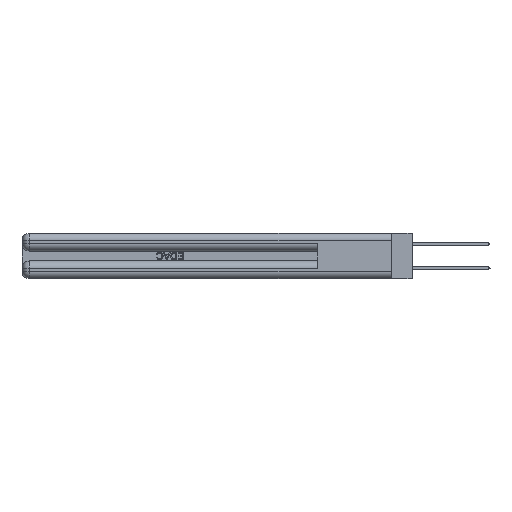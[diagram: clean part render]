
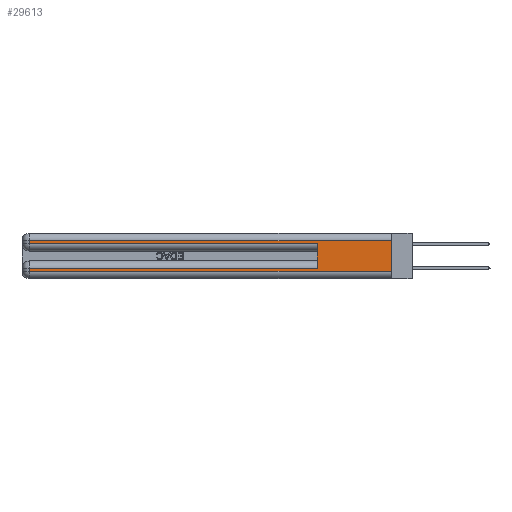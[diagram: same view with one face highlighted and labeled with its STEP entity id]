
A CAD part, left-side view. The second image highlights one B-rep face of the part: STEP entity #29613.
In plain terms, the highlighted planar face has unit normal (-1, 0, 0).
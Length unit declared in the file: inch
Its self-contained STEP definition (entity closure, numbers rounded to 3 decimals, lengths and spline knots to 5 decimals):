
#63 = EDGE_CURVE ( 'NONE', #14057, #13788, #17902, .T. ) ;
#997 = CARTESIAN_POINT ( 'NONE',  ( 0., 0., 0.085 ) ) ;
#3710 = VECTOR ( 'NONE', #12390, 39.37008 ) ;
#4683 = CARTESIAN_POINT ( 'NONE',  ( 0., 0., 0.37 ) ) ;
#4926 = ORIENTED_EDGE ( 'NONE', *, *, #18771, .T. ) ;
#6245 = CARTESIAN_POINT ( 'NONE',  ( 0., 0., 0.06 ) ) ;
#6409 = CARTESIAN_POINT ( 'NONE',  ( 0., 2.94, 0.31 ) ) ;
#7513 = DIRECTION ( 'NONE',  ( 0., 1., 0. ) ) ;
#7859 = CARTESIAN_POINT ( 'NONE',  ( 0., 2.94, 0.285 ) ) ;
#8812 = CARTESIAN_POINT ( 'NONE',  ( 0., 2.94, 0.06 ) ) ;
#9201 = CARTESIAN_POINT ( 'NONE',  ( 0., 0., 0.285 ) ) ;
#9263 = ORIENTED_EDGE ( 'NONE', *, *, #37921, .T. ) ;
#10736 = CARTESIAN_POINT ( 'NONE',  ( 0., 0.6, 0.085 ) ) ;
#12390 = DIRECTION ( 'NONE',  ( 0., -1., 0. ) ) ;
#12746 = EDGE_CURVE ( 'NONE', #45988, #29208, #24616, .T. ) ;
#12874 = VERTEX_POINT ( 'NONE', #7859 ) ;
#13032 = DIRECTION ( 'NONE',  ( 0., -1., 0. ) ) ;
#13788 = VERTEX_POINT ( 'NONE', #6245 ) ;
#13847 = EDGE_LOOP ( 'NONE', ( #26979, #34983, #47462, #4926, #43547, #9263, #49154, #19229 ) ) ;
#13891 = LINE ( 'NONE', #20902, #3710 ) ;
#14057 = VERTEX_POINT ( 'NONE', #27676 ) ;
#15267 = VECTOR ( 'NONE', #13032, 39.37008 ) ;
#15971 = EDGE_CURVE ( 'NONE', #14057, #26248, #34099, .T. ) ;
#16091 = LINE ( 'NONE', #997, #48260 ) ;
#16340 = DIRECTION ( 'NONE',  ( 0., 0., 1. ) ) ;
#17902 = LINE ( 'NONE', #4683, #44119 ) ;
#18771 = EDGE_CURVE ( 'NONE', #12874, #40823, #40853, .T. ) ;
#19229 = ORIENTED_EDGE ( 'NONE', *, *, #25014, .T. ) ;
#20902 = CARTESIAN_POINT ( 'NONE',  ( 0., 0., 0.06 ) ) ;
#21564 = VECTOR ( 'NONE', #7513, 39.37008 ) ;
#23323 = CARTESIAN_POINT ( 'NONE',  ( 0., 2.94, 0.37 ) ) ;
#23386 = DIRECTION ( 'NONE',  ( 0., 1., 0. ) ) ;
#23427 = AXIS2_PLACEMENT_3D ( 'NONE', #41538, #45378, #41052 ) ;
#24437 = CARTESIAN_POINT ( 'NONE',  ( 0., 0.6, 0.285 ) ) ;
#24616 = LINE ( 'NONE', #23323, #37693 ) ;
#24718 = VERTEX_POINT ( 'NONE', #10736 ) ;
#25014 = EDGE_CURVE ( 'NONE', #29208, #13788, #13891, .T. ) ;
#26248 = VERTEX_POINT ( 'NONE', #6409 ) ;
#26749 = VECTOR ( 'NONE', #40729, 39.37008 ) ;
#26979 = ORIENTED_EDGE ( 'NONE', *, *, #63, .F. ) ;
#27368 = LINE ( 'NONE', #27848, #35112 ) ;
#27676 = CARTESIAN_POINT ( 'NONE',  ( 0., 0., 0.31 ) ) ;
#27848 = CARTESIAN_POINT ( 'NONE',  ( 0., 0.6, 0.145 ) ) ;
#29208 = VERTEX_POINT ( 'NONE', #8812 ) ;
#29613 = ADVANCED_FACE ( 'NONE', ( #41938 ), #49038, .F. ) ;
#33412 = CARTESIAN_POINT ( 'NONE',  ( 0., 2.94, 0.37 ) ) ;
#34099 = LINE ( 'NONE', #45505, #21564 ) ;
#34749 = DIRECTION ( 'NONE',  ( 0., 0., -1. ) ) ;
#34983 = ORIENTED_EDGE ( 'NONE', *, *, #15971, .T. ) ;
#35112 = VECTOR ( 'NONE', #16340, 39.37008 ) ;
#35172 = DIRECTION ( 'NONE',  ( 0., 0., -1. ) ) ;
#37693 = VECTOR ( 'NONE', #35172, 39.37008 ) ;
#37921 = EDGE_CURVE ( 'NONE', #24718, #45988, #16091, .T. ) ;
#38554 = EDGE_CURVE ( 'NONE', #24718, #40823, #27368, .T. ) ;
#39378 = EDGE_CURVE ( 'NONE', #26248, #12874, #44041, .T. ) ;
#40729 = DIRECTION ( 'NONE',  ( 0., 0., -1. ) ) ;
#40823 = VERTEX_POINT ( 'NONE', #24437 ) ;
#40853 = LINE ( 'NONE', #9201, #15267 ) ;
#41052 = DIRECTION ( 'NONE',  ( 0., 0., -1. ) ) ;
#41538 = CARTESIAN_POINT ( 'NONE',  ( 0., 0., 0.37 ) ) ;
#41938 = FACE_OUTER_BOUND ( 'NONE', #13847, .T. ) ;
#43547 = ORIENTED_EDGE ( 'NONE', *, *, #38554, .F. ) ;
#44041 = LINE ( 'NONE', #33412, #26749 ) ;
#44119 = VECTOR ( 'NONE', #34749, 39.37008 ) ;
#45378 = DIRECTION ( 'NONE',  ( 1., 0., 0. ) ) ;
#45505 = CARTESIAN_POINT ( 'NONE',  ( 0., 0., 0.31 ) ) ;
#45988 = VERTEX_POINT ( 'NONE', #47370 ) ;
#47370 = CARTESIAN_POINT ( 'NONE',  ( 0., 2.94, 0.085 ) ) ;
#47462 = ORIENTED_EDGE ( 'NONE', *, *, #39378, .T. ) ;
#48260 = VECTOR ( 'NONE', #23386, 39.37008 ) ;
#49038 = PLANE ( 'NONE',  #23427 ) ;
#49154 = ORIENTED_EDGE ( 'NONE', *, *, #12746, .T. ) ;
